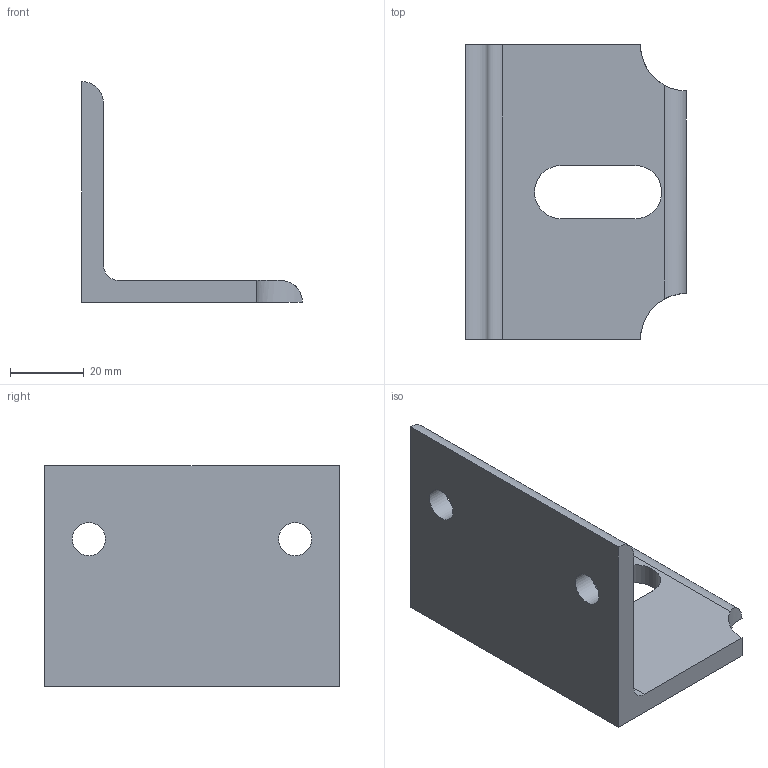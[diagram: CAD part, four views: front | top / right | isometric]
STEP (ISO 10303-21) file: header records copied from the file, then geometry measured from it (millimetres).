
FILE_DESCRIPTION(/* description */ ('PATTE EQUERRE A VISSER INOX 304L'),/* implementation_level */ '2;1');
FILE_NAME(/* name */ '9033XA2.stp',/* time_stamp */ '2019-08-23T08:43:20+02:00',/* author */ ('Didierr'),/* organization */ (''),/* preprocessor_version */ 'ST-DEVELOPER v17.2',/* originating_system */ 'Autodesk Inventor 2019',/* authorisation */ '');
FILE_SCHEMA (('AUTOMOTIVE_DESIGN { 1 0 10303 214 3 1 1 }'));
Length unit declared in the file: millimetre
Products named in the file (1): 9033XA2
Bounding box: 60 x 80 x 60 mm (x, y, z)
Volume: 48982.8 mm3; surface area: 19191.8 mm2
Topology: 1 solids, 1 shells, 17 faces, 47 edges, 32 vertices
Faces by surface type: cylinder 9, plane 8
Full cylindrical faces by diameter (mm): 9 x2
Entity records: 624 total; most frequent: CARTESIAN_POINT 117, DIRECTION 99, ORIENTED_EDGE 94, EDGE_CURVE 47, AXIS2_PLACEMENT_3D 36, VERTEX_POINT 32, LINE 27, VECTOR 27
